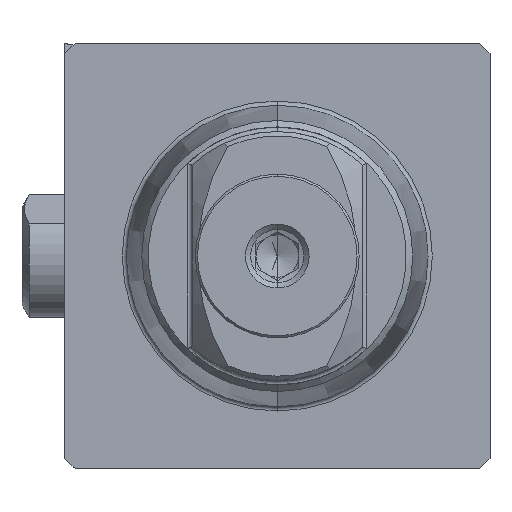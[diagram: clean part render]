
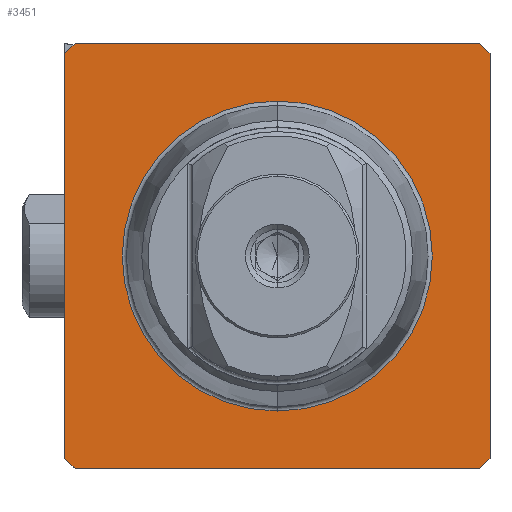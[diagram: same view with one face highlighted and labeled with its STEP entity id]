
A CAD part, left-side view. The second image highlights one B-rep face of the part: STEP entity #3451.
In plain terms, the highlighted planar face has unit normal (-1, 0, 0).
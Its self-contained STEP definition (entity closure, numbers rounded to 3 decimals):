
#689 = CARTESIAN_POINT ( 'NONE',  ( 0., 0., -7.287 ) ) ;
#699 = EDGE_LOOP ( 'NONE', ( #2430, #1268 ) ) ;
#727 = CARTESIAN_POINT ( 'NONE',  ( 0., 0., 0. ) ) ;
#923 = CIRCLE ( 'NONE', #6545, 7.287 ) ;
#1000 = DIRECTION ( 'NONE',  ( 0., -0.707, 0.707 ) ) ;
#1131 = CARTESIAN_POINT ( 'NONE',  ( 0., 7.287, 0. ) ) ;
#1135 = LINE ( 'NONE', #3881, #8673 ) ;
#1200 = CARTESIAN_POINT ( 'NONE',  ( 0., 10., 9.5 ) ) ;
#1216 = DIRECTION ( 'NONE',  ( 0., -1., 0. ) ) ;
#1223 = ORIENTED_EDGE ( 'NONE', *, *, #6999, .T. ) ;
#1245 = DIRECTION ( 'NONE',  ( 0., 0.707, -0.707 ) ) ;
#1268 = ORIENTED_EDGE ( 'NONE', *, *, #6584, .F. ) ;
#1368 = DIRECTION ( 'NONE',  ( 0., 0.707, 0.707 ) ) ;
#1562 = CARTESIAN_POINT ( 'NONE',  ( 0., 10., -9.5 ) ) ;
#1734 = ORIENTED_EDGE ( 'NONE', *, *, #4839, .F. ) ;
#1806 = FACE_BOUND ( 'NONE', #699, .T. ) ;
#1809 = DIRECTION ( 'NONE',  ( 0., -0.707, -0.707 ) ) ;
#1855 = CARTESIAN_POINT ( 'NONE',  ( 0., -10., -9.5 ) ) ;
#1905 = AXIS2_PLACEMENT_3D ( 'NONE', #727, #4150, #4750 ) ;
#1970 = AXIS2_PLACEMENT_3D ( 'NONE', #1131, #5426, #4745 ) ;
#1971 = CARTESIAN_POINT ( 'NONE',  ( 0., -9.5, -10. ) ) ;
#2140 = VECTOR ( 'NONE', #6613, 1000. ) ;
#2150 = VERTEX_POINT ( 'NONE', #689 ) ;
#2430 = ORIENTED_EDGE ( 'NONE', *, *, #6710, .F. ) ;
#2578 = LINE ( 'NONE', #1200, #5443 ) ;
#2613 = VERTEX_POINT ( 'NONE', #6368 ) ;
#2685 = LINE ( 'NONE', #5460, #2793 ) ;
#2747 = LINE ( 'NONE', #8170, #3786 ) ;
#2793 = VECTOR ( 'NONE', #8241, 1000. ) ;
#2834 = VERTEX_POINT ( 'NONE', #1971 ) ;
#2926 = DIRECTION ( 'NONE',  ( 0., 1., 0. ) ) ;
#2928 = CARTESIAN_POINT ( 'NONE',  ( 0., 10., 9.5 ) ) ;
#3068 = EDGE_CURVE ( 'NONE', #7490, #8740, #2578, .T. ) ;
#3078 = CARTESIAN_POINT ( 'NONE',  ( 0., 10., 0. ) ) ;
#3142 = LINE ( 'NONE', #4601, #3939 ) ;
#3451 = ADVANCED_FACE ( 'NONE', ( #1806, #6104 ), #6789, .F. ) ;
#3568 = VERTEX_POINT ( 'NONE', #6052 ) ;
#3786 = VECTOR ( 'NONE', #1368, 1000. ) ;
#3881 = CARTESIAN_POINT ( 'NONE',  ( 0., -10., -9.5 ) ) ;
#3939 = VECTOR ( 'NONE', #1216, 1000. ) ;
#4041 = CARTESIAN_POINT ( 'NONE',  ( 0., 9.5, 10. ) ) ;
#4150 = DIRECTION ( 'NONE',  ( -1., 0., 0. ) ) ;
#4237 = ORIENTED_EDGE ( 'NONE', *, *, #6477, .T. ) ;
#4332 = LINE ( 'NONE', #5690, #6268 ) ;
#4601 = CARTESIAN_POINT ( 'NONE',  ( 0., 7.287, -10. ) ) ;
#4710 = VERTEX_POINT ( 'NONE', #1562 ) ;
#4745 = DIRECTION ( 'NONE',  ( 0., 0., -1. ) ) ;
#4750 = DIRECTION ( 'NONE',  ( 0., 0., 1. ) ) ;
#4839 = EDGE_CURVE ( 'NONE', #4710, #8740, #5933, .T. ) ;
#4939 = DIRECTION ( 'NONE',  ( -1., 0., 0. ) ) ;
#5216 = EDGE_CURVE ( 'NONE', #2834, #6129, #1135, .T. ) ;
#5426 = DIRECTION ( 'NONE',  ( 1., 0., 0. ) ) ;
#5443 = VECTOR ( 'NONE', #1245, 1000. ) ;
#5460 = CARTESIAN_POINT ( 'NONE',  ( 0., -10., 0. ) ) ;
#5690 = CARTESIAN_POINT ( 'NONE',  ( 0., 7.287, 10. ) ) ;
#5907 = CARTESIAN_POINT ( 'NONE',  ( 0., 9.5, -10. ) ) ;
#5933 = LINE ( 'NONE', #3078, #2140 ) ;
#6052 = CARTESIAN_POINT ( 'NONE',  ( 0., -10., 9.5 ) ) ;
#6104 = FACE_OUTER_BOUND ( 'NONE', #6704, .T. ) ;
#6129 = VERTEX_POINT ( 'NONE', #1855 ) ;
#6268 = VECTOR ( 'NONE', #2926, 1000. ) ;
#6289 = CARTESIAN_POINT ( 'NONE',  ( 0., 0., 0. ) ) ;
#6368 = CARTESIAN_POINT ( 'NONE',  ( 0., 0., 7.287 ) ) ;
#6477 = EDGE_CURVE ( 'NONE', #4710, #6984, #7984, .T. ) ;
#6545 = AXIS2_PLACEMENT_3D ( 'NONE', #6289, #4939, #7670 ) ;
#6584 = EDGE_CURVE ( 'NONE', #2150, #2613, #7144, .T. ) ;
#6613 = DIRECTION ( 'NONE',  ( 0., 0., 1. ) ) ;
#6633 = EDGE_CURVE ( 'NONE', #3568, #6899, #2747, .T. ) ;
#6698 = EDGE_CURVE ( 'NONE', #6899, #7490, #4332, .T. ) ;
#6704 = EDGE_LOOP ( 'NONE', ( #6800, #7732, #7316, #7358, #1734, #4237, #1223, #8912 ) ) ;
#6710 = EDGE_CURVE ( 'NONE', #2613, #2150, #923, .T. ) ;
#6789 = PLANE ( 'NONE',  #1970 ) ;
#6800 = ORIENTED_EDGE ( 'NONE', *, *, #7558, .T. ) ;
#6899 = VERTEX_POINT ( 'NONE', #7205 ) ;
#6984 = VERTEX_POINT ( 'NONE', #5907 ) ;
#6999 = EDGE_CURVE ( 'NONE', #6984, #2834, #3142, .T. ) ;
#7144 = CIRCLE ( 'NONE', #1905, 7.287 ) ;
#7205 = CARTESIAN_POINT ( 'NONE',  ( 0., -9.5, 10. ) ) ;
#7218 = CARTESIAN_POINT ( 'NONE',  ( 0., 9.5, -10. ) ) ;
#7316 = ORIENTED_EDGE ( 'NONE', *, *, #6698, .T. ) ;
#7358 = ORIENTED_EDGE ( 'NONE', *, *, #3068, .T. ) ;
#7490 = VERTEX_POINT ( 'NONE', #4041 ) ;
#7558 = EDGE_CURVE ( 'NONE', #6129, #3568, #2685, .T. ) ;
#7670 = DIRECTION ( 'NONE',  ( 0., 0., 1. ) ) ;
#7732 = ORIENTED_EDGE ( 'NONE', *, *, #6633, .T. ) ;
#7984 = LINE ( 'NONE', #7218, #8454 ) ;
#8170 = CARTESIAN_POINT ( 'NONE',  ( 0., -9.5, 10. ) ) ;
#8241 = DIRECTION ( 'NONE',  ( 0., 0., 1. ) ) ;
#8454 = VECTOR ( 'NONE', #1809, 1000. ) ;
#8673 = VECTOR ( 'NONE', #1000, 1000. ) ;
#8740 = VERTEX_POINT ( 'NONE', #2928 ) ;
#8912 = ORIENTED_EDGE ( 'NONE', *, *, #5216, .T. ) ;
